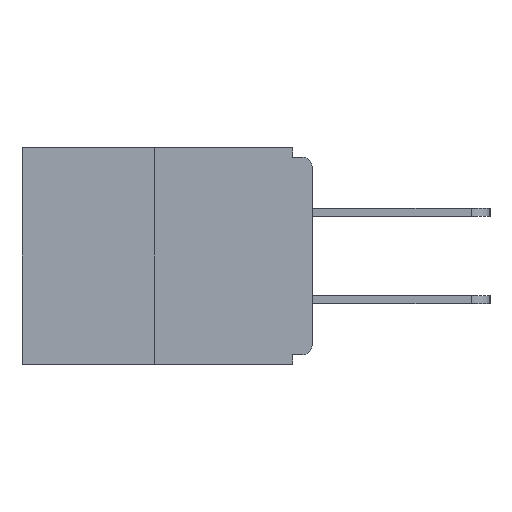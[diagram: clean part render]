
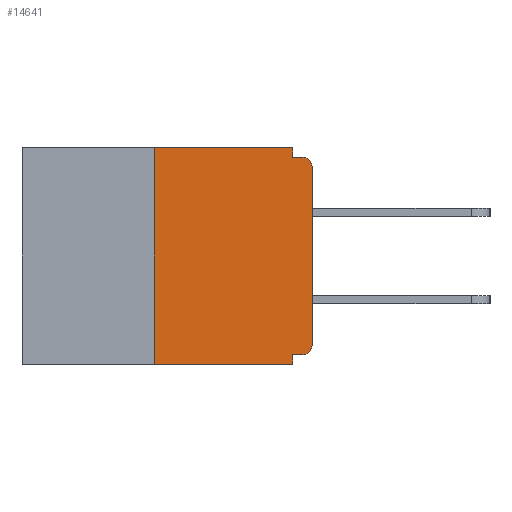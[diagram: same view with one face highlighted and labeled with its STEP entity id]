
A CAD part, left-side view. The second image highlights one B-rep face of the part: STEP entity #14641.
In plain terms, the highlighted planar face has unit normal (-1, 0, 0).
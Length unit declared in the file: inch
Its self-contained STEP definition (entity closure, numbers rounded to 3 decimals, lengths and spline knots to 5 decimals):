
#265 = EDGE_CURVE ( 'NONE', #18869, #15719, #13878, .T. ) ;
#329 = ORIENTED_EDGE ( 'NONE', *, *, #16127, .F. ) ;
#344 = EDGE_LOOP ( 'NONE', ( #11999, #11580, #15454, #329, #3755, #9705, #2447, #15824, #713, #10592 ) ) ;
#713 = ORIENTED_EDGE ( 'NONE', *, *, #2081, .F. ) ;
#961 = AXIS2_PLACEMENT_3D ( 'NONE', #9133, #7526, #10740 ) ;
#1046 = CARTESIAN_POINT ( 'NONE',  ( 0., 0.46, -0.343 ) ) ;
#1283 = DIRECTION ( 'NONE',  ( -1., 0., 0. ) ) ;
#1440 = VERTEX_POINT ( 'NONE', #14679 ) ;
#1461 = DIRECTION ( 'NONE',  ( 0., -1., 0. ) ) ;
#1838 = CARTESIAN_POINT ( 'NONE',  ( 0., 0.015, -0.328 ) ) ;
#2081 = EDGE_CURVE ( 'NONE', #15046, #4283, #3787, .T. ) ;
#2138 = EDGE_CURVE ( 'NONE', #18869, #6630, #12404, .T. ) ;
#2447 = ORIENTED_EDGE ( 'NONE', *, *, #8293, .T. ) ;
#2553 = CARTESIAN_POINT ( 'NONE',  ( 0., 0., 0. ) ) ;
#2984 = CARTESIAN_POINT ( 'NONE',  ( 0., 0.46, 0. ) ) ;
#2992 = CARTESIAN_POINT ( 'NONE',  ( 0., 0., -0.03 ) ) ;
#3384 = LINE ( 'NONE', #16615, #7704 ) ;
#3412 = DIRECTION ( 'NONE',  ( -1., 0., 0. ) ) ;
#3719 = VERTEX_POINT ( 'NONE', #2992 ) ;
#3755 = ORIENTED_EDGE ( 'NONE', *, *, #2138, .F. ) ;
#3787 = LINE ( 'NONE', #7940, #15501 ) ;
#4283 = VERTEX_POINT ( 'NONE', #16293 ) ;
#4501 = VECTOR ( 'NONE', #18725, 39.37008 ) ;
#4886 = DIRECTION ( 'NONE',  ( 0., 0., -1. ) ) ;
#5488 = LINE ( 'NONE', #18520, #4501 ) ;
#5689 = EDGE_CURVE ( 'NONE', #6076, #1440, #9040, .T. ) ;
#5861 = DIRECTION ( 'NONE',  ( 0., 0., -1. ) ) ;
#6076 = VERTEX_POINT ( 'NONE', #8267 ) ;
#6602 = CARTESIAN_POINT ( 'NONE',  ( 0., 0.25, -0.343 ) ) ;
#6630 = VERTEX_POINT ( 'NONE', #11207 ) ;
#7035 = EDGE_CURVE ( 'NONE', #15869, #6076, #12851, .T. ) ;
#7129 = DIRECTION ( 'NONE',  ( 0., -1., 0. ) ) ;
#7478 = AXIS2_PLACEMENT_3D ( 'NONE', #18240, #1283, #12190 ) ;
#7526 = DIRECTION ( 'NONE',  ( 1., 0., 0. ) ) ;
#7704 = VECTOR ( 'NONE', #5861, 39.37008 ) ;
#7940 = CARTESIAN_POINT ( 'NONE',  ( 0., 0., -0.015 ) ) ;
#7991 = VECTOR ( 'NONE', #17754, 39.37008 ) ;
#8074 = CARTESIAN_POINT ( 'NONE',  ( 0., 0.25, 0. ) ) ;
#8267 = CARTESIAN_POINT ( 'NONE',  ( 0., 0.25, 0. ) ) ;
#8293 = EDGE_CURVE ( 'NONE', #15719, #3719, #11833, .T. ) ;
#9011 = VECTOR ( 'NONE', #18943, 39.37008 ) ;
#9040 = LINE ( 'NONE', #2984, #12646 ) ;
#9110 = EDGE_CURVE ( 'NONE', #15869, #17311, #18683, .T. ) ;
#9133 = CARTESIAN_POINT ( 'NONE',  ( 0., 0.46, 0. ) ) ;
#9402 = CARTESIAN_POINT ( 'NONE',  ( 0., 0., -0.328 ) ) ;
#9461 = DIRECTION ( 'NONE',  ( 0., 1., 0. ) ) ;
#9699 = CARTESIAN_POINT ( 'NONE',  ( 0., 0.015, -0.03 ) ) ;
#9705 = ORIENTED_EDGE ( 'NONE', *, *, #265, .T. ) ;
#10592 = ORIENTED_EDGE ( 'NONE', *, *, #18166, .F. ) ;
#10740 = DIRECTION ( 'NONE',  ( 0., 0., -1. ) ) ;
#11207 = CARTESIAN_POINT ( 'NONE',  ( 0., 0.031, -0.328 ) ) ;
#11580 = ORIENTED_EDGE ( 'NONE', *, *, #7035, .F. ) ;
#11833 = LINE ( 'NONE', #2553, #7991 ) ;
#11999 = ORIENTED_EDGE ( 'NONE', *, *, #5689, .F. ) ;
#12103 = CIRCLE ( 'NONE', #16438, 0.015 ) ;
#12190 = DIRECTION ( 'NONE',  ( 0., 0., -1. ) ) ;
#12340 = PLANE ( 'NONE',  #961 ) ;
#12404 = LINE ( 'NONE', #9402, #19538 ) ;
#12533 = CARTESIAN_POINT ( 'NONE',  ( 0., 0.031, -0.343 ) ) ;
#12646 = VECTOR ( 'NONE', #1461, 39.37008 ) ;
#12745 = VECTOR ( 'NONE', #7129, 39.37008 ) ;
#12851 = LINE ( 'NONE', #8074, #9011 ) ;
#12853 = CARTESIAN_POINT ( 'NONE',  ( 0., 0.031, -0.015 ) ) ;
#13878 = CIRCLE ( 'NONE', #7478, 0.015 ) ;
#14207 = DIRECTION ( 'NONE',  ( 0., -1., 0. ) ) ;
#14641 = ADVANCED_FACE ( 'NONE', ( #18782 ), #12340, .F. ) ;
#14679 = CARTESIAN_POINT ( 'NONE',  ( 0., 0.031, 0. ) ) ;
#14708 = CARTESIAN_POINT ( 'NONE',  ( 0., 0., -0.313 ) ) ;
#15002 = EDGE_CURVE ( 'NONE', #3719, #4283, #12103, .T. ) ;
#15046 = VERTEX_POINT ( 'NONE', #12853 ) ;
#15454 = ORIENTED_EDGE ( 'NONE', *, *, #9110, .T. ) ;
#15501 = VECTOR ( 'NONE', #14207, 39.37008 ) ;
#15719 = VERTEX_POINT ( 'NONE', #14708 ) ;
#15824 = ORIENTED_EDGE ( 'NONE', *, *, #15002, .T. ) ;
#15869 = VERTEX_POINT ( 'NONE', #6602 ) ;
#16127 = EDGE_CURVE ( 'NONE', #6630, #17311, #3384, .T. ) ;
#16293 = CARTESIAN_POINT ( 'NONE',  ( 0., 0.015, -0.015 ) ) ;
#16438 = AXIS2_PLACEMENT_3D ( 'NONE', #9699, #3412, #4886 ) ;
#16615 = CARTESIAN_POINT ( 'NONE',  ( 0., 0.031, -0.343 ) ) ;
#17311 = VERTEX_POINT ( 'NONE', #12533 ) ;
#17754 = DIRECTION ( 'NONE',  ( 0., 0., 1. ) ) ;
#18166 = EDGE_CURVE ( 'NONE', #1440, #15046, #5488, .T. ) ;
#18240 = CARTESIAN_POINT ( 'NONE',  ( 0., 0.015, -0.313 ) ) ;
#18520 = CARTESIAN_POINT ( 'NONE',  ( 0., 0.031, 0. ) ) ;
#18683 = LINE ( 'NONE', #1046, #12745 ) ;
#18725 = DIRECTION ( 'NONE',  ( 0., 0., -1. ) ) ;
#18782 = FACE_OUTER_BOUND ( 'NONE', #344, .T. ) ;
#18869 = VERTEX_POINT ( 'NONE', #1838 ) ;
#18943 = DIRECTION ( 'NONE',  ( 0., 0., 1. ) ) ;
#19538 = VECTOR ( 'NONE', #9461, 39.37008 ) ;
